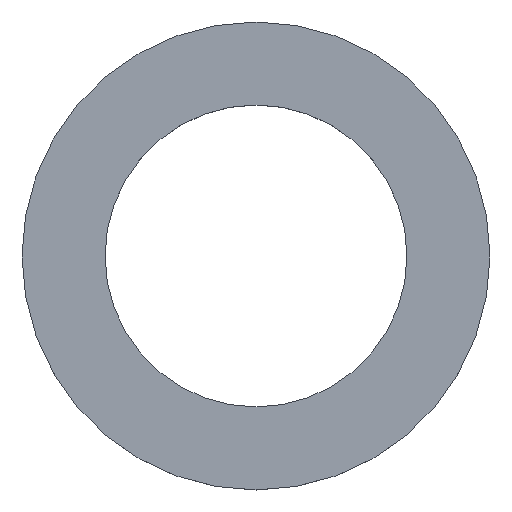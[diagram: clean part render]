
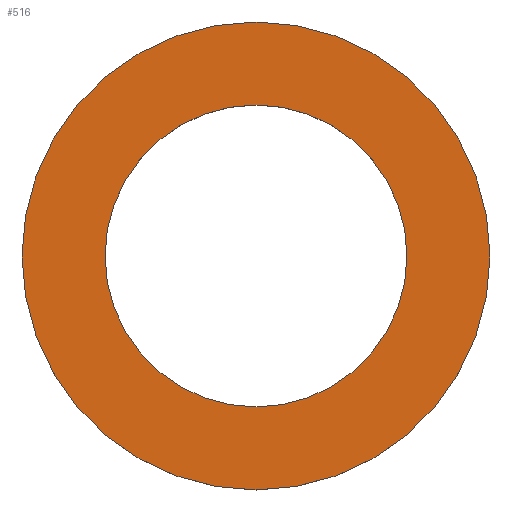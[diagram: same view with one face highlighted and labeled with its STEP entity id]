
A CAD part, top view. The second image highlights one B-rep face of the part: STEP entity #516.
In plain terms, the highlighted face is planar.
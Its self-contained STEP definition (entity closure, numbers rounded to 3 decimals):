
#41=CIRCLE('',#577,31.);
#42=CIRCLE('',#578,20.);
#124=ORIENTED_EDGE('',*,*,#235,.T.);
#125=ORIENTED_EDGE('',*,*,#236,.T.);
#235=EDGE_CURVE('',#294,#294,#41,.F.);
#236=EDGE_CURVE('',#295,#295,#42,.T.);
#294=VERTEX_POINT('',#843);
#295=VERTEX_POINT('',#845);
#418=EDGE_LOOP('',(#124));
#419=EDGE_LOOP('',(#125));
#457=FACE_BOUND('',#418,.T.);
#458=FACE_BOUND('',#419,.T.);
#492=PLANE('',#576);
#516=ADVANCED_FACE('',(#457,#458),#492,.F.);
#576=AXIS2_PLACEMENT_3D('',#841,#681,#682);
#577=AXIS2_PLACEMENT_3D('',#842,#683,#684);
#578=AXIS2_PLACEMENT_3D('',#844,#685,#686);
#681=DIRECTION('',(0.,0.,1.));
#682=DIRECTION('',(0.,1.,0.));
#683=DIRECTION('',(0.,0.,1.));
#684=DIRECTION('',(0.,-1.,0.));
#685=DIRECTION('',(0.,0.,1.));
#686=DIRECTION('',(1.,0.,0.));
#841=CARTESIAN_POINT('',(-100.,-150.002,0.));
#842=CARTESIAN_POINT('',(0.,-0.002,0.));
#843=CARTESIAN_POINT('',(0.,-31.002,0.));
#844=CARTESIAN_POINT('',(0.,0.,0.));
#845=CARTESIAN_POINT('',(20.,0.,0.));
